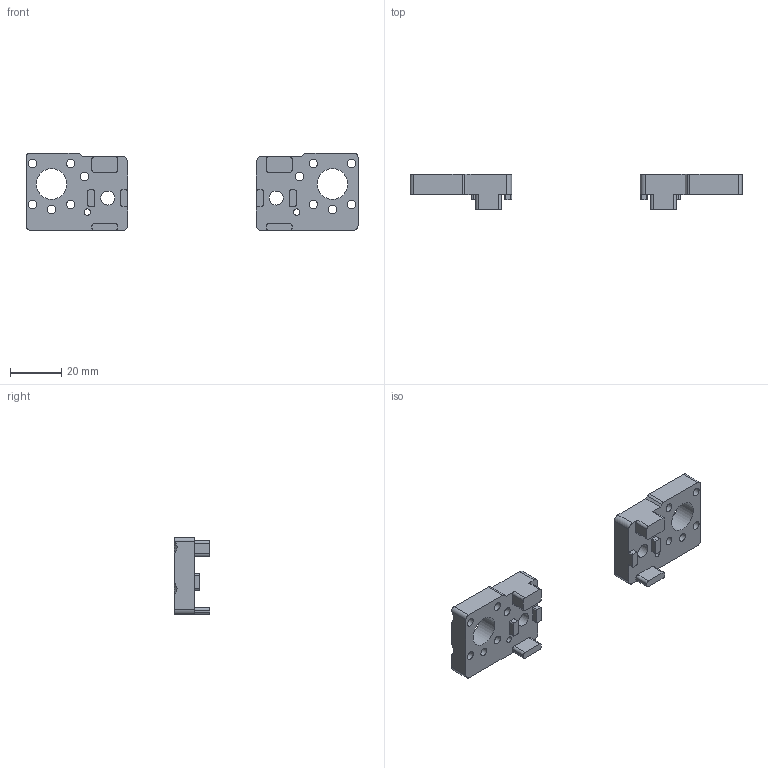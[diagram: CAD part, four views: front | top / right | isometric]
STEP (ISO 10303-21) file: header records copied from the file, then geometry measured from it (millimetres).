
FILE_DESCRIPTION(('HOOPS Exchange Step'),'2;1');
FILE_NAME('temp_export','2025-05-20T22:50:12+08:00',('zhev'),('Shapr3D Limited'),'HOOPS Exchange 2024.8','Shapr3D','Authorized');
FILE_SCHEMA( ('AP242_MANAGED_MODEL_BASED_3D_ENGINEERING_MIM_LF {1 0 10303 442 1 1 4}') );
Length unit declared in the file: millimetre
Products named in the file (4): TT_X_左:1; TT_X_×ó(镜像):1; 【大鱼DIY】3D打印机Dayu TT310 改造x滑车 v4.step; root
Assembly tree (3 placements, depth 3):
  root
    【大鱼DIY】3D打印机Dayu TT310 改造x滑车 v4.step
      TT_X_左:1
      TT_X_×ó(镜像):1
Bounding box: 130 x 14 x 30.27 mm (x, y, z)
Volume: 16517.3 mm3; surface area: 8795.3 mm2
Topology: 2 solids, 2 shells, 120 faces, 362 edges, 244 vertices
Faces by surface type: cylinder 60, plane 50, cone 10
Full cylindrical faces by diameter (mm): 2.5 x2, 3.3 x12, 5.5 x2, 12 x2
Entity records: 4324 total; most frequent: DIRECTION 764, CARTESIAN_POINT 748, ORIENTED_EDGE 724, EDGE_CURVE 362, AXIS2_PLACEMENT_3D 280, VERTEX_POINT 244, VECTOR 204, LINE 204
